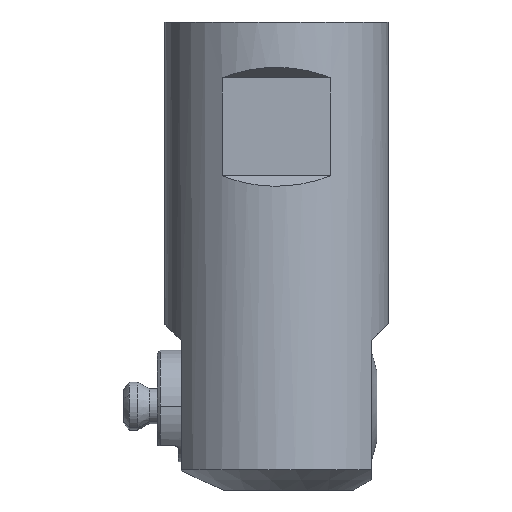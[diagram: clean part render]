
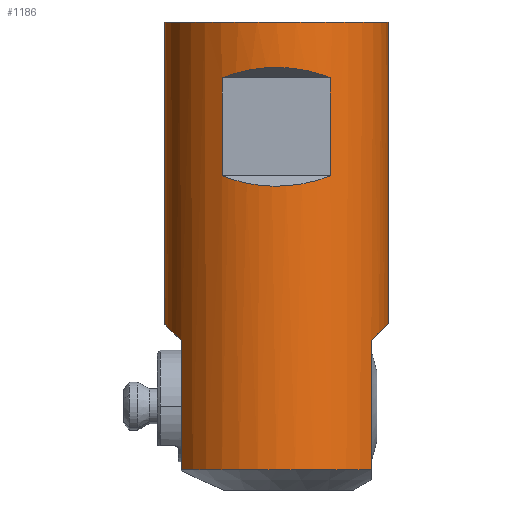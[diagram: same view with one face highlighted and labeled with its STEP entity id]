
A CAD part, front view. The second image highlights one B-rep face of the part: STEP entity #1186.
In plain terms, the highlighted cylindrical face has radius 8 mm (diameter 16 mm), a partial arc.
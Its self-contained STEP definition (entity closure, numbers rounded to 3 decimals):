
#686=EDGE_CURVE('NONE',#1610,#870,#1882,.T.);
#714=VERTEX_POINT('NONE',#1912);
#736=EDGE_CURVE('NONE',#1644,#714,#1935,.T.);
#756=EDGE_CURVE('NONE',#1102,#1644,#1956,.T.);
#802=EDGE_CURVE('NONE',#714,#1590,#2008,.T.);
#804=VERTEX_POINT('NONE',#2010);
#866=EDGE_CURVE('NONE',#1678,#804,#2080,.T.);
#870=VERTEX_POINT('NONE',#2084);
#902=EDGE_CURVE('NONE',#1108,#1678,#2120,.T.);
#1004=VERTEX_POINT('NONE',#2237);
#1102=VERTEX_POINT('NONE',#2351);
#1108=VERTEX_POINT('NONE',#2357);
#1120=EDGE_CURVE('NONE',#870,#1514,#2370,.T.);
#1122=EDGE_CURVE('NONE',#1514,#1004,#2372,.T.);
#1186=ADVANCED_FACE('NONE',(#2445,#2446),#2447,.T.);
#1320=EDGE_CURVE('NONE',#1108,#1610,#2590,.T.);
#1514=VERTEX_POINT('NONE',#2805);
#1590=VERTEX_POINT('NONE',#2888);
#1604=VERTEX_POINT('NONE',#2904);
#1610=VERTEX_POINT('NONE',#2910);
#1644=VERTEX_POINT('NONE',#2947);
#1678=VERTEX_POINT('NONE',#2987);
#1720=EDGE_CURVE('NONE',#1004,#1604,#3035,.T.);
#1736=EDGE_CURVE('NONE',#1604,#804,#3052,.T.);
#1760=EDGE_CURVE('NONE',#1590,#1102,#3077,.T.);
#1882=LINE('',#3293,#3294);
#1912=CARTESIAN_POINT('',(3.873,-7.0,-4.0));
#1935=(B_SPLINE_CURVE(3,(#3368,#3369,#3370,#3371),.UNSPECIFIED.,.F.,.F.)B_SPLINE_CURVE_WITH_KNOTS((4,4),(5.778,6.789),.UNSPECIFIED.)RATIONAL_B_SPLINE_CURVE((1.0,0.917,0.917,1.0))BOUNDED_CURVE()REPRESENTATION_ITEM('')GEOMETRIC_REPRESENTATION_ITEM()CURVE());
#1956=LINE('',#3407,#3408);
#2008=LINE('',#3478,#3479);
#2010=CARTESIAN_POINT('',(8.0,0.0,0.0));
#2080=CIRCLE('',#3731,8.0);
#2084=CARTESIAN_POINT('',(-6.8,-4.214,-32.057));
#2120=LINE('',#3803,#3804);
#2237=CARTESIAN_POINT('',(6.8,-4.214,-22.8));
#2351=CARTESIAN_POINT('',(-3.873,-7.0,-11.0));
#2357=CARTESIAN_POINT('',(-8.0,0.,-21.6));
#2370=CIRCLE('',#4178,8.0);
#2372=LINE('',#4181,#4182);
#2445=FACE_OUTER_BOUND('',#4272,.T.);
#2446=FACE_BOUND('',#4273,.T.);
#2447=CYLINDRICAL_SURFACE('',#4274,8.0);
#2590=(B_SPLINE_CURVE(3,(#4503,#4504,#4505,#4506),.UNSPECIFIED.,.F.,.F.)B_SPLINE_CURVE_WITH_KNOTS((4,4),(0.0,0.555),.UNSPECIFIED.)RATIONAL_B_SPLINE_CURVE((1.0,0.975,0.975,1.0))BOUNDED_CURVE()REPRESENTATION_ITEM('')GEOMETRIC_REPRESENTATION_ITEM()CURVE());
#2805=CARTESIAN_POINT('',(6.8,-4.214,-32.057));
#2888=CARTESIAN_POINT('',(3.873,-7.0,-11.0));
#2904=CARTESIAN_POINT('',(8.0,0.0,-21.6));
#2910=CARTESIAN_POINT('',(-6.8,-4.214,-22.8));
#2947=CARTESIAN_POINT('',(-3.873,-7.0,-4.0));
#2987=CARTESIAN_POINT('',(-8.0,0.,0.0));
#3035=(B_SPLINE_CURVE(3,(#5285,#5286,#5287,#5288),.UNSPECIFIED.,.F.,.F.)B_SPLINE_CURVE_WITH_KNOTS((4,4),(5.728,6.283),.UNSPECIFIED.)RATIONAL_B_SPLINE_CURVE((1.0,0.975,0.975,1.0))BOUNDED_CURVE()REPRESENTATION_ITEM('')GEOMETRIC_REPRESENTATION_ITEM()CURVE());
#3052=LINE('',#5319,#5320);
#3077=(B_SPLINE_CURVE(3,(#5355,#5356,#5357,#5358),.UNSPECIFIED.,.F.,.F.)B_SPLINE_CURVE_WITH_KNOTS((4,4),(2.636,3.647),.UNSPECIFIED.)RATIONAL_B_SPLINE_CURVE((1.0,0.917,0.917,1.0))BOUNDED_CURVE()REPRESENTATION_ITEM('')GEOMETRIC_REPRESENTATION_ITEM()CURVE());
#3293=CARTESIAN_POINT('',(-6.8,-4.214,2.871));
#3294=VECTOR('',#5500,1000.0);
#3368=CARTESIAN_POINT('',(-3.873,-7.0,-4.0));
#3369=CARTESIAN_POINT('',(-1.408,-8.364,-2.972));
#3370=CARTESIAN_POINT('',(1.408,-8.364,-2.972));
#3371=CARTESIAN_POINT('',(3.873,-7.0,-4.0));
#3407=CARTESIAN_POINT('',(-3.873,-7.0,2.871));
#3408=VECTOR('',#5570,1000.0);
#3478=CARTESIAN_POINT('',(3.873,-7.0,2.871));
#3479=VECTOR('',#5624,1000.0);
#3731=AXIS2_PLACEMENT_3D('',#5720,#5721,#5722);
#3803=CARTESIAN_POINT('',(-8.0,0.,2.871));
#3804=VECTOR('',#5765,1000.0);
#4178=AXIS2_PLACEMENT_3D('',#6116,#6117,#6118);
#4181=CARTESIAN_POINT('',(6.8,-4.214,2.871));
#4182=VECTOR('',#6119,1000.0);
#4272=EDGE_LOOP('',(#6219,#6220,#6221,#6222,#6223,#6224,#6225,#6226));
#4273=EDGE_LOOP('',(#6227,#6228,#6229,#6230));
#4274=AXIS2_PLACEMENT_3D('',#6231,#6232,#6233);
#4503=CARTESIAN_POINT('',(-8.0,0.,-21.6));
#4504=CARTESIAN_POINT('',(-8.0,-1.499,-21.6));
#4505=CARTESIAN_POINT('',(-7.59,-2.94,-22.01));
#4506=CARTESIAN_POINT('',(-6.8,-4.214,-22.8));
#5285=CARTESIAN_POINT('',(6.8,-4.214,-22.8));
#5286=CARTESIAN_POINT('',(7.59,-2.94,-22.01));
#5287=CARTESIAN_POINT('',(8.0,-1.499,-21.6));
#5288=CARTESIAN_POINT('',(8.0,0.0,-21.6));
#5319=CARTESIAN_POINT('',(8.0,0.0,2.871));
#5320=VECTOR('',#6930,1000.0);
#5355=CARTESIAN_POINT('',(3.873,-7.0,-11.0));
#5356=CARTESIAN_POINT('',(1.408,-8.364,-12.028));
#5357=CARTESIAN_POINT('',(-1.408,-8.364,-12.028));
#5358=CARTESIAN_POINT('',(-3.873,-7.0,-11.0));
#5500=DIRECTION('',(0.0,0.0,-1.0));
#5570=DIRECTION('',(0.0,0.0,1.0));
#5624=DIRECTION('',(0.0,0.0,-1.0));
#5720=CARTESIAN_POINT('',(0.0,0.0,0.0));
#5721=DIRECTION('',(0.0,0.0,1.0));
#5722=DIRECTION('',(1.0,0.0,0.0));
#5765=DIRECTION('',(0.0,0.0,1.0));
#6116=CARTESIAN_POINT('',(0.0,0.0,-32.057));
#6117=DIRECTION('',(0.0,0.0,1.0));
#6118=DIRECTION('',(1.0,0.0,0.0));
#6119=DIRECTION('',(0.0,0.0,1.0));
#6219=ORIENTED_EDGE('',*,*,#902,.F.);
#6220=ORIENTED_EDGE('',*,*,#1320,.T.);
#6221=ORIENTED_EDGE('',*,*,#686,.T.);
#6222=ORIENTED_EDGE('',*,*,#1120,.T.);
#6223=ORIENTED_EDGE('',*,*,#1122,.T.);
#6224=ORIENTED_EDGE('',*,*,#1720,.T.);
#6225=ORIENTED_EDGE('',*,*,#1736,.T.);
#6226=ORIENTED_EDGE('',*,*,#866,.F.);
#6227=ORIENTED_EDGE('',*,*,#1760,.T.);
#6228=ORIENTED_EDGE('',*,*,#756,.T.);
#6229=ORIENTED_EDGE('',*,*,#736,.T.);
#6230=ORIENTED_EDGE('',*,*,#802,.T.);
#6231=CARTESIAN_POINT('',(0.0,0.0,2.871));
#6232=DIRECTION('',(-0.0,-0.0,1.0));
#6233=DIRECTION('',(1.0,0.0,0.0));
#6930=DIRECTION('',(0.0,0.0,1.0));
